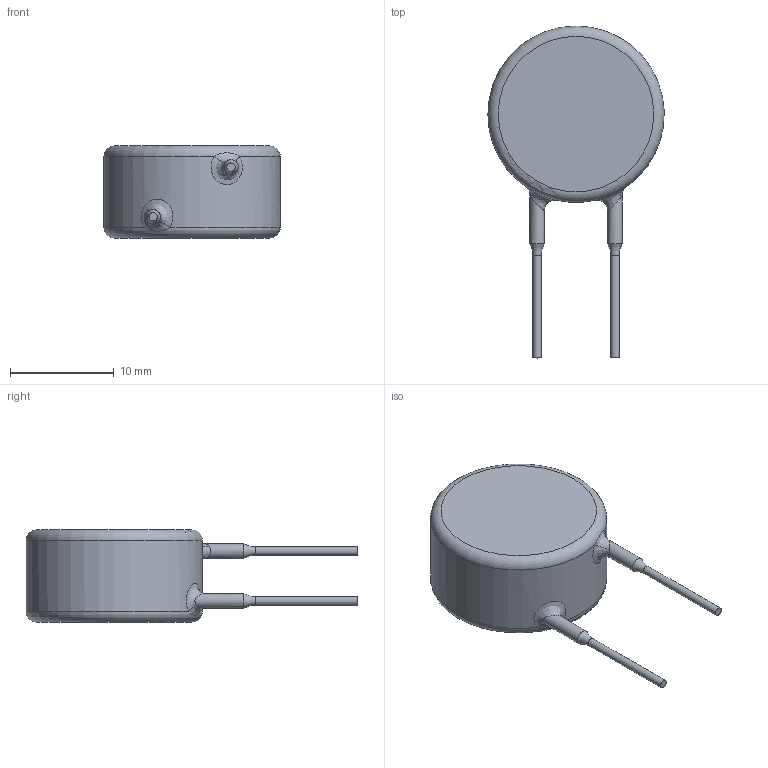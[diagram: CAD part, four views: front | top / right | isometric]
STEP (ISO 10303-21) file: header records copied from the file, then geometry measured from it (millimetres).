
FILE_DESCRIPTION(/* description */ (''),/* implementation_level */ '2;1');
FILE_NAME(/* name */ 'Varistor.step',/* time_stamp */ '2018-09-03T22:43:57+01:00',/* author */ ('cylindric'),/* organization */ (''),/* preprocessor_version */ 'ST-DEVELOPER v17.2',/* originating_system */ 'Autodesk Translation Framework v7.6.0.251',/* authorisation */ '');
FILE_SCHEMA (('AUTOMOTIVE_DESIGN { 1 0 10303 214 3 1 1 }'));
Length unit declared in the file: millimetre
Products named in the file (1): Varistor
Bounding box: 17 x 32 x 8.9 mm (x, y, z)
Volume: 2026.9 mm3; surface area: 977.4 mm2
Topology: 1 solids, 1 shells, 17 faces, 41 edges, 26 vertices
Faces by surface type: cylinder 5, torus 4, bspline 4, plane 4
Full cylindrical faces by diameter (mm): 0.8 x2, 1.4 x2, 17 x1
Entity records: 919 total; most frequent: CARTESIAN_POINT 475, ORIENTED_EDGE 84, DIRECTION 82, EDGE_CURVE 42, AXIS2_PLACEMENT_3D 38, VERTEX_POINT 27, CIRCLE 24, FACE_OUTER_BOUND 17
